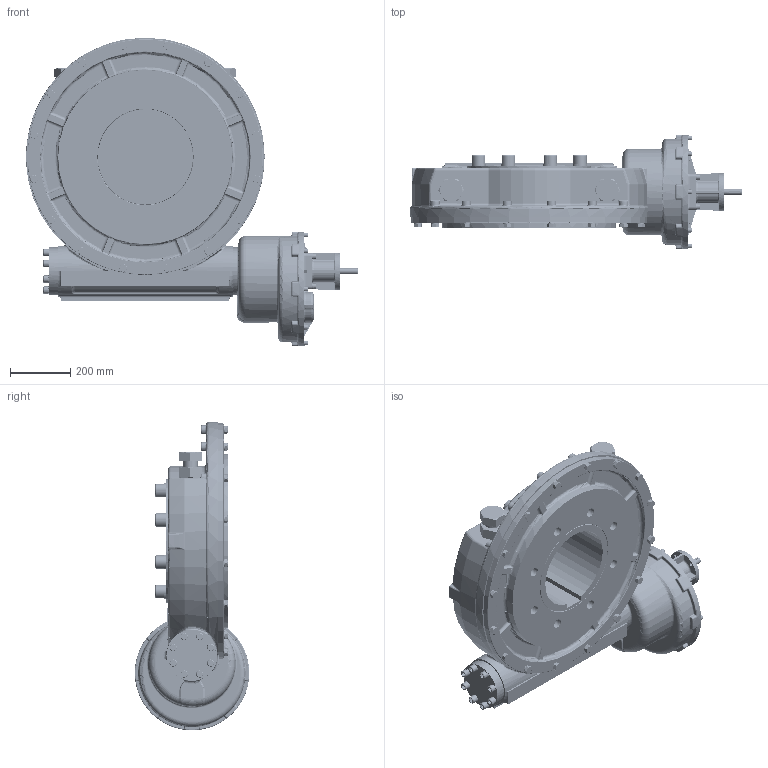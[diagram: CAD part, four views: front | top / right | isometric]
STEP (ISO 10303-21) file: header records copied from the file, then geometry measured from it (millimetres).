
FILE_DESCRIPTION(/* description */ ('Unknown'),/* implementation_level */ '2;1');
FILE_NAME(/* name */ 'PUB-IW11-MK2-IR3-2_SOLID_0-0',/* time_stamp */ '2025-03-14T10:39:54+00:00',/* author */ ('Unknown'),/* organization */ ('Unknown'),/* preprocessor_version */ 'ST-DEVELOPER v18.104',/* originating_system */ 'Solid Edge',/* authorisation */ 'Unknown');
FILE_SCHEMA (('AUTOMOTIVE_DESIGN {1 0 10303 214 3 1 1}'));
Products named in the file (1): PUB-IW11-MK2-IR3-2_SOLID_0-0
Bounding box: 1106.25 x 381.84 x 1028.5 mm (x, y, z)
Volume: 375866.5 mm3; surface area: 6032542.5 mm2
Topology: 93 solids, 94 shells, 7926 faces, 21899 edges, 13950 vertices
Faces by surface type: plane 5081, cylinder 1251, torus 584, bspline 435, cone 350, sphere 225
Full cylindrical faces by diameter (mm): 2.5 x2, 8 x1, 10.106 x4, 10.5 x4, 14 x9, 16 x10, 16.6 x8, 18 x4, 19 x4, 19.5 x1, 20 x1, 24 x17, 25 x1, 25.4 x48, 30 x4, 31.67 x8, 36.6 x2, 38.1 x1, 40 x2, 40.5 x1, 40.76 x1, 45 x9, 47 x9, 48 x4, 50 x7, 50.2 x2, 50.9 x2, 52.6 x2, 54.7 x1, 55 x1
Entity records: 274461 total; most frequent: CARTESIAN_POINT 86924, ORIENTED_EDGE 41244, DIRECTION 35806, EDGE_CURVE 20622, VERTEX_POINT 13547, LINE 12264, VECTOR 12264, AXIS2_PLACEMENT_3D 11771
